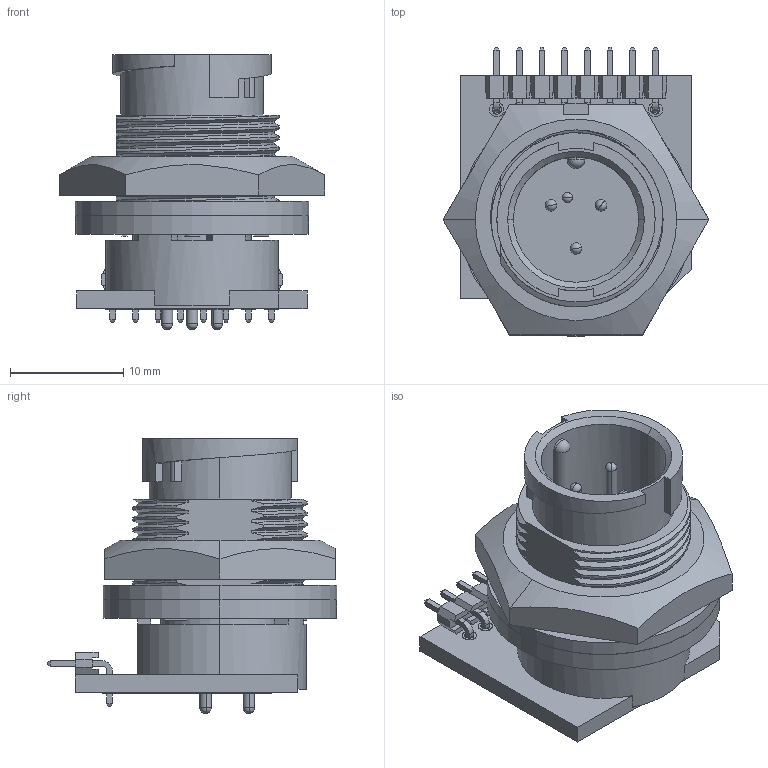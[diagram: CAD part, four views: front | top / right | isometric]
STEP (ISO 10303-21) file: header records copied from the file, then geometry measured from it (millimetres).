
FILE_DESCRIPTION (( 'STEP AP203' ), '1' );
FILE_NAME ('7261-3PG-300.STEP', '2019-03-21T13:07:21', ( '' ), ( '' ), 'SwSTEP 2.0', 'SolidWorks 2017', '' );
FILE_SCHEMA (( 'CONFIG_CONTROL_DESIGN' ));
Products named in the file (1): 7261-3PG-300
Bounding box: 23.46 x 25.56 x 24.26 mm (x, y, z)
Volume: 3746 mm3; surface area: 4581.4 mm2
Topology: 2 solids, 2 shells, 677 faces, 1724 edges, 1120 vertices
Faces by surface type: plane 406, cylinder 193, bspline 56, torus 12, sphere 6, cone 4
Entity records: 34725 total; most frequent: CARTESIAN_POINT 18518, ORIENTED_EDGE 3446, DIRECTION 3152, EDGE_CURVE 1723, VECTOR 1148, LINE 1148, VERTEX_POINT 1120, AXIS2_PLACEMENT_3D 1002
